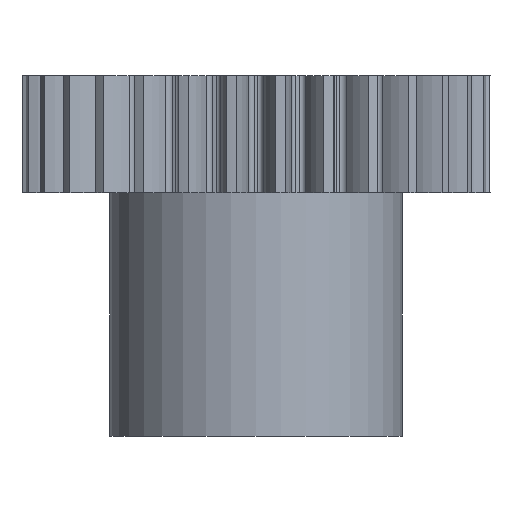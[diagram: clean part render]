
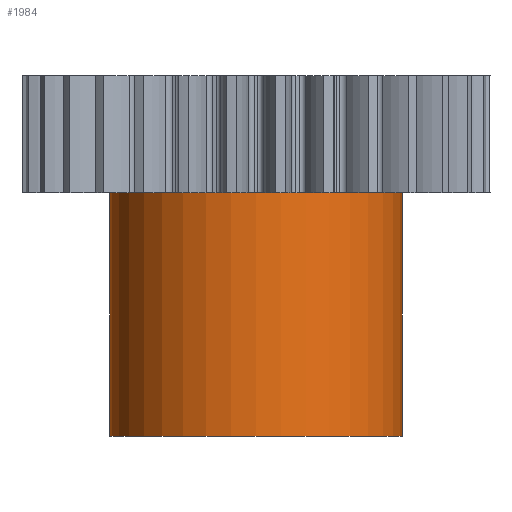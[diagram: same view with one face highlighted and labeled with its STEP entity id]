
A CAD part, front view. The second image highlights one B-rep face of the part: STEP entity #1984.
In plain terms, the highlighted cylindrical face has radius 15 mm (diameter 30 mm), a partial arc.
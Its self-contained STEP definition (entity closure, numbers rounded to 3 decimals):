
#1847 = EDGE_LOOP ( 'NONE', ( #1990, #1900, #1848, #1917 ) ) ;
#1848 = ORIENTED_EDGE ( 'NONE', *, *, #2251, .T. ) ;
#1900 = ORIENTED_EDGE ( 'NONE', *, *, #1985, .T. ) ;
#1917 = ORIENTED_EDGE ( 'NONE', *, *, #2882, .F. ) ;
#1984 = ADVANCED_FACE ( 'NONE', ( #4868 ), #4835, .T. ) ;
#1985 = EDGE_CURVE ( 'NONE', #2192, #2138, #4869, .T. ) ;
#1990 = ORIENTED_EDGE ( 'NONE', *, *, #2202, .F. ) ;
#2138 = VERTEX_POINT ( 'NONE', #5151 ) ;
#2148 = VERTEX_POINT ( 'NONE', #5178 ) ;
#2192 = VERTEX_POINT ( 'NONE', #5515 ) ;
#2202 = EDGE_CURVE ( 'NONE', #2192, #2148, #5307, .T. ) ;
#2206 = VERTEX_POINT ( 'NONE', #5308 ) ;
#2251 = EDGE_CURVE ( 'NONE', #2138, #2206, #5404, .T. ) ;
#2882 = EDGE_CURVE ( 'NONE', #2148, #2206, #5977, .T. ) ;
#4809 = AXIS2_PLACEMENT_3D ( 'NONE', #4860, #4859, #4856 ) ;
#4835 = CYLINDRICAL_SURFACE ( 'NONE', #4809, 15. ) ;
#4851 = DIRECTION ( 'NONE',  ( 1., 0., 0. ) ) ;
#4852 = DIRECTION ( 'NONE',  ( 0., 0., 1. ) ) ;
#4853 = CARTESIAN_POINT ( 'NONE',  ( 0., 0., -25. ) ) ;
#4854 = AXIS2_PLACEMENT_3D ( 'NONE', #4853, #4852, #4851 ) ;
#4856 = DIRECTION ( 'NONE',  ( 1., 0., 0. ) ) ;
#4859 = DIRECTION ( 'NONE',  ( 0., 0., 1. ) ) ;
#4860 = CARTESIAN_POINT ( 'NONE',  ( 0., 0., -25. ) ) ;
#4868 = FACE_OUTER_BOUND ( 'NONE', #1847, .T. ) ;
#4869 = CIRCLE ( 'NONE', #4854, 15. ) ;
#5151 = CARTESIAN_POINT ( 'NONE',  ( 15., 0., -25. ) ) ;
#5178 = CARTESIAN_POINT ( 'NONE',  ( -15., 0., 0. ) ) ;
#5302 = DIRECTION ( 'NONE',  ( 0., 0., 1. ) ) ;
#5303 = VECTOR ( 'NONE', #5302, 1000. ) ;
#5304 = CARTESIAN_POINT ( 'NONE',  ( -15., 0., -25. ) ) ;
#5307 = LINE ( 'NONE', #5304, #5303 ) ;
#5308 = CARTESIAN_POINT ( 'NONE',  ( 15., 0., 0. ) ) ;
#5391 = DIRECTION ( 'NONE',  ( 0., 0., 1. ) ) ;
#5392 = VECTOR ( 'NONE', #5391, 1000. ) ;
#5393 = CARTESIAN_POINT ( 'NONE',  ( 15., 0., -25. ) ) ;
#5404 = LINE ( 'NONE', #5393, #5392 ) ;
#5515 = CARTESIAN_POINT ( 'NONE',  ( -15., 0., -25. ) ) ;
#5963 = DIRECTION ( 'NONE',  ( 1., 0., 0. ) ) ;
#5964 = DIRECTION ( 'NONE',  ( 0., 0., 1. ) ) ;
#5965 = CARTESIAN_POINT ( 'NONE',  ( 0., 0., 0. ) ) ;
#5966 = AXIS2_PLACEMENT_3D ( 'NONE', #5965, #5964, #5963 ) ;
#5977 = CIRCLE ( 'NONE', #5966, 15. ) ;
